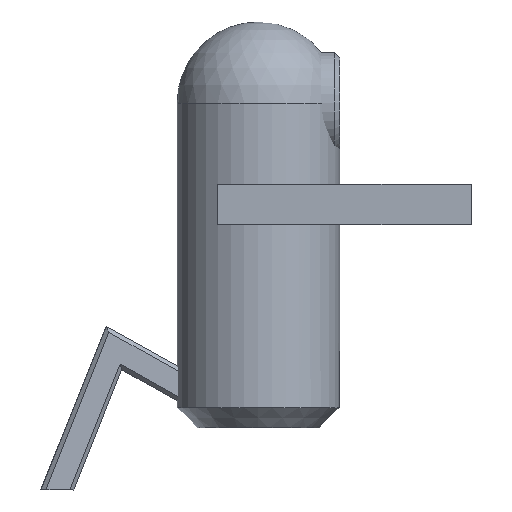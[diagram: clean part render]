
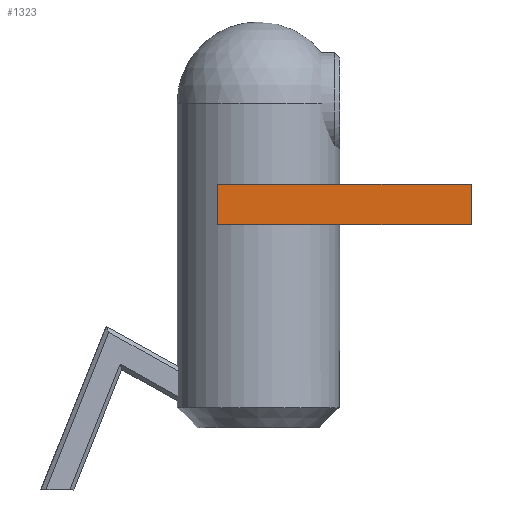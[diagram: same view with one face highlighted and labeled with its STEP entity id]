
A CAD part, front view. The second image highlights one B-rep face of the part: STEP entity #1323.
In plain terms, the highlighted planar face has unit normal (0, -1, 0).
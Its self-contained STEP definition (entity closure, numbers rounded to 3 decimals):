
#157=LINE('',#2496,#231);
#161=LINE('',#2503,#235);
#164=LINE('',#2509,#238);
#166=LINE('',#2512,#240);
#231=VECTOR('',#1771,10.);
#235=VECTOR('',#1777,10.);
#238=VECTOR('',#1782,10.);
#240=VECTOR('',#1786,10.);
#333=FACE_OUTER_BOUND('',#442,.T.);
#442=EDGE_LOOP('',(#1056,#1057,#1058,#1059));
#605=VERTEX_POINT('',#2493);
#606=VERTEX_POINT('',#2495);
#608=VERTEX_POINT('',#2501);
#610=VERTEX_POINT('',#2507);
#759=EDGE_CURVE('',#605,#606,#157,.T.);
#763=EDGE_CURVE('',#608,#605,#161,.T.);
#766=EDGE_CURVE('',#610,#608,#164,.T.);
#768=EDGE_CURVE('',#606,#610,#166,.T.);
#1056=ORIENTED_EDGE('',*,*,#768,.F.);
#1057=ORIENTED_EDGE('',*,*,#759,.F.);
#1058=ORIENTED_EDGE('',*,*,#763,.F.);
#1059=ORIENTED_EDGE('',*,*,#766,.F.);
#1221=PLANE('',#1479);
#1323=ADVANCED_FACE('',(#333),#1221,.F.);
#1479=AXIS2_PLACEMENT_3D('',#2513,#1787,#1788);
#1771=DIRECTION('',(-1.,0.,0.));
#1777=DIRECTION('',(0.,0.,-1.));
#1782=DIRECTION('',(1.,0.,0.));
#1786=DIRECTION('',(0.,0.,1.));
#1787=DIRECTION('center_axis',(0.,1.,0.));
#1788=DIRECTION('ref_axis',(0.,0.,1.));
#2493=CARTESIAN_POINT('',(1049.007,-550.,1000.));
#2495=CARTESIAN_POINT('',(-200.993,-550.,1000.));
#2496=CARTESIAN_POINT('',(1049.007,-550.,1000.));
#2501=CARTESIAN_POINT('',(1049.007,-550.,1200.));
#2503=CARTESIAN_POINT('',(1049.007,-550.,1200.));
#2507=CARTESIAN_POINT('',(-200.993,-550.,1200.));
#2509=CARTESIAN_POINT('',(-200.993,-550.,1200.));
#2512=CARTESIAN_POINT('',(-200.993,-550.,1000.));
#2513=CARTESIAN_POINT('Origin',(424.007,-550.,1100.));
